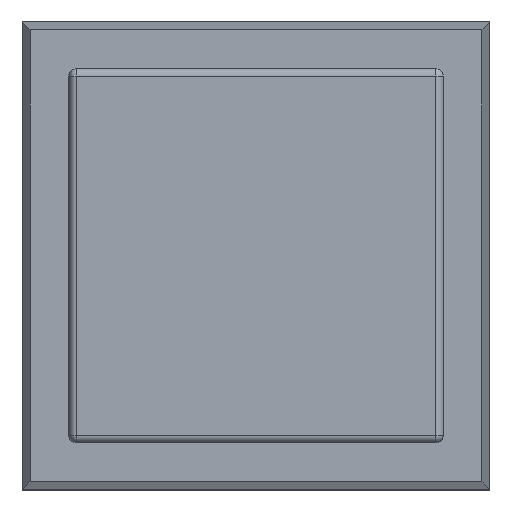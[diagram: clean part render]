
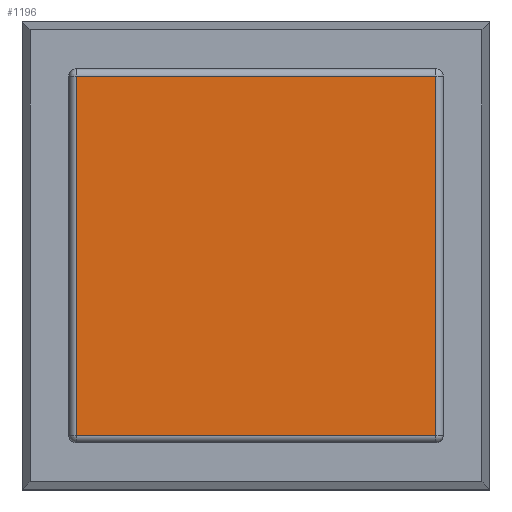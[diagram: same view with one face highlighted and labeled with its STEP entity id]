
A CAD part, top view. The second image highlights one B-rep face of the part: STEP entity #1196.
In plain terms, the highlighted planar face has unit normal (0, 0, 1).
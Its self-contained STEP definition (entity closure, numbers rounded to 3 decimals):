
#110=FACE_OUTER_BOUND('',#192,.T.);
#192=EDGE_LOOP('',(#862,#863,#864,#865));
#267=LINE('',#1789,#399);
#269=LINE('',#1806,#401);
#271=LINE('',#1809,#403);
#275=LINE('',#1818,#407);
#399=VECTOR('',#1429,1.);
#401=VECTOR('',#1449,1.);
#403=VECTOR('',#1453,1.);
#407=VECTOR('',#1463,1.);
#526=VERTEX_POINT('',#1774);
#531=VERTEX_POINT('',#1784);
#534=VERTEX_POINT('',#1794);
#537=VERTEX_POINT('',#1801);
#641=EDGE_CURVE('',#526,#531,#267,.T.);
#649=EDGE_CURVE('',#531,#537,#269,.T.);
#651=EDGE_CURVE('',#537,#534,#271,.T.);
#656=EDGE_CURVE('',#534,#526,#275,.T.);
#862=ORIENTED_EDGE('',*,*,#641,.F.);
#863=ORIENTED_EDGE('',*,*,#656,.F.);
#864=ORIENTED_EDGE('',*,*,#651,.F.);
#865=ORIENTED_EDGE('',*,*,#649,.F.);
#1122=PLANE('',#1306);
#1196=ADVANCED_FACE('',(#110),#1122,.F.);
#1306=AXIS2_PLACEMENT_3D('',#1841,#1488,#1489);
#1429=DIRECTION('',(0.,-1.,0.));
#1449=DIRECTION('',(-1.,0.,0.));
#1453=DIRECTION('',(0.,1.,0.));
#1463=DIRECTION('',(1.,0.,0.));
#1488=DIRECTION('center_axis',(0.,0.,-1.));
#1489=DIRECTION('ref_axis',(1.,0.,0.));
#1774=CARTESIAN_POINT('',(4.8,0.3,12.5));
#1784=CARTESIAN_POINT('',(4.8,-9.3,12.5));
#1789=CARTESIAN_POINT('',(4.8,-4.5,12.5));
#1794=CARTESIAN_POINT('',(-4.8,0.3,12.5));
#1801=CARTESIAN_POINT('',(-4.8,-9.3,12.5));
#1806=CARTESIAN_POINT('',(0.,-9.3,12.5));
#1809=CARTESIAN_POINT('',(-4.8,-4.5,12.5));
#1818=CARTESIAN_POINT('',(0.,0.3,12.5));
#1841=CARTESIAN_POINT('Origin',(0.,-4.5,12.5));
